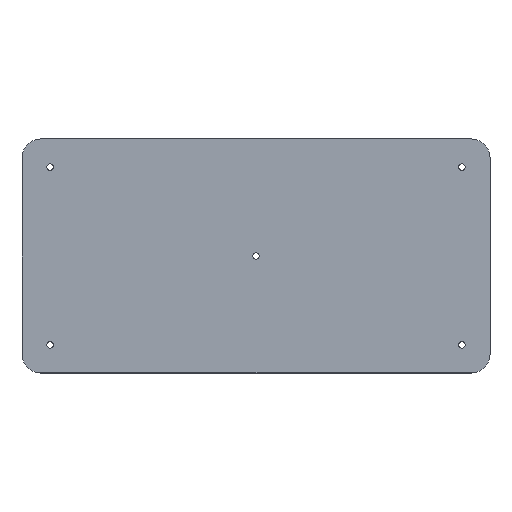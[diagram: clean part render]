
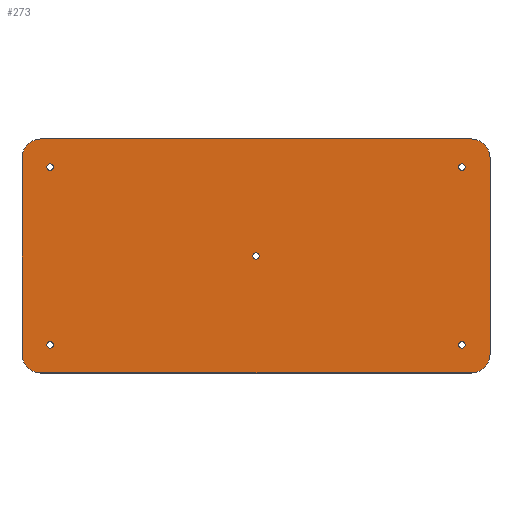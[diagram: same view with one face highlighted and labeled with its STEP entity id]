
A CAD part, top view. The second image highlights one B-rep face of the part: STEP entity #273.
In plain terms, the highlighted planar face has unit normal (0, 0, 1).
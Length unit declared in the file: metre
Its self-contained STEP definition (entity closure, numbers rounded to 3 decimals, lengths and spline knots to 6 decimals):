
#29=LINE('',#428,#45);
#30=LINE('',#433,#46);
#31=LINE('',#437,#47);
#32=LINE('',#441,#48);
#45=VECTOR('',#346,1.);
#46=VECTOR('',#349,1.);
#47=VECTOR('',#352,1.);
#48=VECTOR('',#355,1.);
#61=ORIENTED_EDGE('',*,*,#129,.F.);
#62=ORIENTED_EDGE('',*,*,#130,.T.);
#63=ORIENTED_EDGE('',*,*,#131,.F.);
#64=ORIENTED_EDGE('',*,*,#132,.F.);
#65=ORIENTED_EDGE('',*,*,#133,.T.);
#66=ORIENTED_EDGE('',*,*,#134,.T.);
#67=ORIENTED_EDGE('',*,*,#135,.F.);
#68=ORIENTED_EDGE('',*,*,#136,.T.);
#69=ORIENTED_EDGE('',*,*,#137,.F.);
#70=ORIENTED_EDGE('',*,*,#138,.T.);
#71=ORIENTED_EDGE('',*,*,#139,.T.);
#72=ORIENTED_EDGE('',*,*,#140,.T.);
#73=ORIENTED_EDGE('',*,*,#141,.T.);
#129=EDGE_CURVE('',#163,#163,#189,.T.);
#130=EDGE_CURVE('',#164,#164,#190,.T.);
#131=EDGE_CURVE('',#165,#165,#191,.T.);
#132=EDGE_CURVE('',#166,#166,#192,.T.);
#133=EDGE_CURVE('',#167,#168,#29,.T.);
#134=EDGE_CURVE('',#168,#169,#193,.T.);
#135=EDGE_CURVE('',#170,#169,#30,.T.);
#136=EDGE_CURVE('',#170,#171,#194,.T.);
#137=EDGE_CURVE('',#172,#171,#31,.T.);
#138=EDGE_CURVE('',#172,#173,#195,.T.);
#139=EDGE_CURVE('',#173,#174,#32,.T.);
#140=EDGE_CURVE('',#174,#167,#196,.T.);
#141=EDGE_CURVE('',#175,#175,#197,.T.);
#163=VERTEX_POINT('',#421);
#164=VERTEX_POINT('',#423);
#165=VERTEX_POINT('',#425);
#166=VERTEX_POINT('',#427);
#167=VERTEX_POINT('',#429);
#168=VERTEX_POINT('',#430);
#169=VERTEX_POINT('',#432);
#170=VERTEX_POINT('',#434);
#171=VERTEX_POINT('',#436);
#172=VERTEX_POINT('',#438);
#173=VERTEX_POINT('',#440);
#174=VERTEX_POINT('',#442);
#175=VERTEX_POINT('',#445);
#189=CIRCLE('',#302,0.0034);
#190=CIRCLE('',#303,0.0034);
#191=CIRCLE('',#304,0.0034);
#192=CIRCLE('',#305,0.0034);
#193=CIRCLE('',#306,0.02);
#194=CIRCLE('',#307,0.02);
#195=CIRCLE('',#308,0.02);
#196=CIRCLE('',#309,0.02);
#197=CIRCLE('',#310,0.0034);
#207=EDGE_LOOP('',(#61));
#208=EDGE_LOOP('',(#62));
#209=EDGE_LOOP('',(#63));
#210=EDGE_LOOP('',(#64));
#211=EDGE_LOOP('',(#65,#66,#67,#68,#69,#70,#71,#72));
#212=EDGE_LOOP('',(#73));
#237=FACE_BOUND('',#207,.T.);
#238=FACE_BOUND('',#208,.T.);
#239=FACE_BOUND('',#209,.T.);
#240=FACE_BOUND('',#210,.T.);
#241=FACE_BOUND('',#211,.T.);
#242=FACE_BOUND('',#212,.T.);
#267=PLANE('',#301);
#273=ADVANCED_FACE('',(#237,#238,#239,#240,#241,#242),#267,.T.);
#301=AXIS2_PLACEMENT_3D('',#419,#336,#337);
#302=AXIS2_PLACEMENT_3D('',#420,#338,#339);
#303=AXIS2_PLACEMENT_3D('',#422,#340,#341);
#304=AXIS2_PLACEMENT_3D('',#424,#342,#343);
#305=AXIS2_PLACEMENT_3D('',#426,#344,#345);
#306=AXIS2_PLACEMENT_3D('',#431,#347,#348);
#307=AXIS2_PLACEMENT_3D('',#435,#350,#351);
#308=AXIS2_PLACEMENT_3D('',#439,#353,#354);
#309=AXIS2_PLACEMENT_3D('',#443,#356,#357);
#310=AXIS2_PLACEMENT_3D('',#444,#358,#359);
#336=DIRECTION('',(0.,0.,1.));
#337=DIRECTION('',(1.,0.,0.));
#338=DIRECTION('',(0.,0.,1.));
#339=DIRECTION('',(1.,0.,0.));
#340=DIRECTION('',(0.,0.,-1.));
#341=DIRECTION('',(1.,0.,0.));
#342=DIRECTION('',(0.,0.,1.));
#343=DIRECTION('',(1.,0.,0.));
#344=DIRECTION('',(0.,0.,1.));
#345=DIRECTION('',(1.,0.,0.));
#346=DIRECTION('',(0.,1.,0.));
#347=DIRECTION('',(0.,0.,1.));
#348=DIRECTION('',(1.,0.,0.));
#349=DIRECTION('',(1.,0.,0.));
#350=DIRECTION('',(0.,0.,1.));
#351=DIRECTION('',(1.,0.,0.));
#352=DIRECTION('',(0.,1.,0.));
#353=DIRECTION('',(0.,0.,1.));
#354=DIRECTION('',(1.,0.,0.));
#355=DIRECTION('',(1.,0.,0.));
#356=DIRECTION('',(0.,0.,1.));
#357=DIRECTION('',(1.,0.,0.));
#358=DIRECTION('',(0.,0.,-1.));
#359=DIRECTION('',(1.,0.,0.));
#419=CARTESIAN_POINT('',(0.25,0.125,0.003));
#420=CARTESIAN_POINT('',(0.25,0.125,0.003));
#421=CARTESIAN_POINT('',(0.2534,0.125,0.003));
#422=CARTESIAN_POINT('',(0.47,0.03,0.003));
#423=CARTESIAN_POINT('',(0.4734,0.03,0.003));
#424=CARTESIAN_POINT('',(0.03,0.03,0.003));
#425=CARTESIAN_POINT('',(0.0334,0.03,0.003));
#426=CARTESIAN_POINT('',(0.03,0.22,0.003));
#427=CARTESIAN_POINT('',(0.0334,0.22,0.003));
#428=CARTESIAN_POINT('',(0.5,0.125,0.003));
#429=CARTESIAN_POINT('',(0.5,0.02,0.003));
#430=CARTESIAN_POINT('',(0.5,0.23,0.003));
#431=CARTESIAN_POINT('',(0.48,0.23,0.003));
#432=CARTESIAN_POINT('',(0.48,0.25,0.003));
#433=CARTESIAN_POINT('',(0.25,0.25,0.003));
#434=CARTESIAN_POINT('',(0.02,0.25,0.003));
#435=CARTESIAN_POINT('',(0.02,0.23,0.003));
#436=CARTESIAN_POINT('',(0.,0.23,0.003));
#437=CARTESIAN_POINT('',(0.,0.125,0.003));
#438=CARTESIAN_POINT('',(0.,0.02,0.003));
#439=CARTESIAN_POINT('',(0.02,0.02,0.003));
#440=CARTESIAN_POINT('',(0.02,0.,0.003));
#441=CARTESIAN_POINT('',(0.25,0.,0.003));
#442=CARTESIAN_POINT('',(0.48,0.,0.003));
#443=CARTESIAN_POINT('',(0.48,0.02,0.003));
#444=CARTESIAN_POINT('',(0.47,0.22,0.003));
#445=CARTESIAN_POINT('',(0.4734,0.22,0.003));
